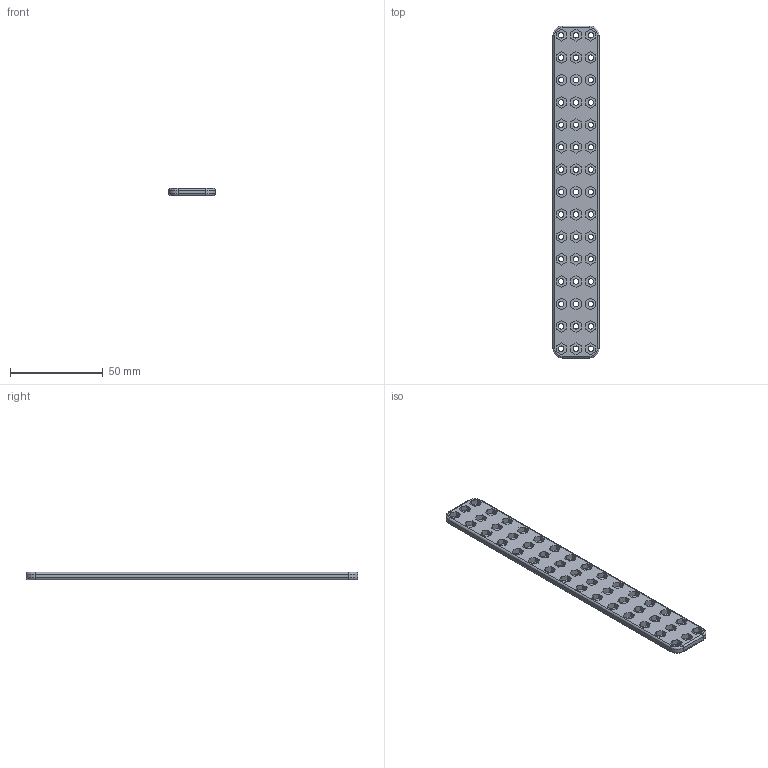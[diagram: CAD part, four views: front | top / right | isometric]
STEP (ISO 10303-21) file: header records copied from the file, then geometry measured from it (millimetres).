
FILE_DESCRIPTION (( 'STEP AP214' ), '1' );
FILE_NAME ('倠嘎x7.ST', '2024-10-13T08:02:15', ( '' ), ( '' ), 'SwSTEP 2.0', 'SolidWorks 2024', '' );
FILE_SCHEMA (( 'AUTOMOTIVE_DESIGN' ));
Length unit declared in the file: millimetre
Products named in the file (1): 胸骨x7
Bounding box: 25 x 179.4 x 4 mm (x, y, z)
Volume: 13828.3 mm3; surface area: 12543.5 mm2
Topology: 1 solids, 1 shells, 431 faces, 1136 edges, 752 vertices
Faces by surface type: plane 321, cylinder 102, torus 8
Entity records: 13417 total; most frequent: CARTESIAN_POINT 2320, ORIENTED_EDGE 2272, DIRECTION 2212, EDGE_CURVE 1136, VECTOR 924, LINE 924, VERTEX_POINT 752, AXIS2_PLACEMENT_3D 644
